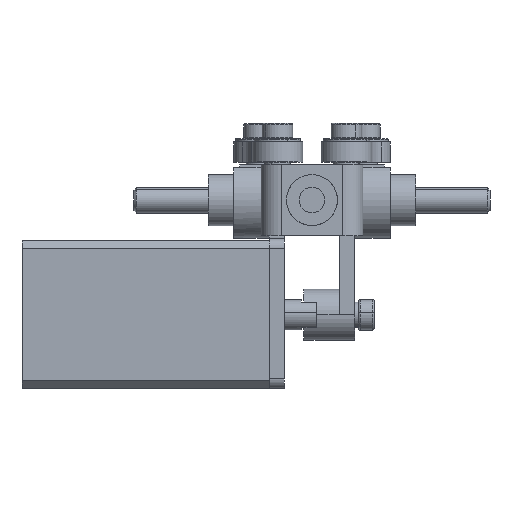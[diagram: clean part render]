
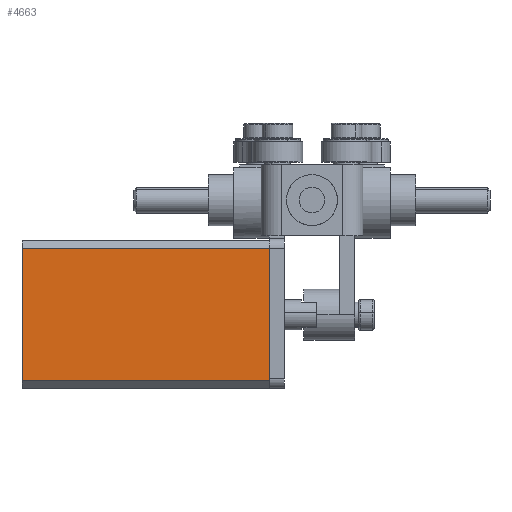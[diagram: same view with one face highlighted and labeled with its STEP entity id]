
A CAD part, top view. The second image highlights one B-rep face of the part: STEP entity #4663.
In plain terms, the highlighted face is planar.
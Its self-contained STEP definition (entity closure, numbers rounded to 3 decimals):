
#3935=DIRECTION('',(-1.,0.,0.));
#3936=VECTOR('',#3935,26.);
#3937=CARTESIAN_POINT('',(13.,14.5,0.));
#3938=LINE('',#3937,#3936);
#4055=DIRECTION('',(0.,0.,-1.));
#4056=VECTOR('',#4055,48.6);
#4057=CARTESIAN_POINT('',(13.,14.5,48.6));
#4058=LINE('',#4057,#4056);
#4059=DIRECTION('',(0.,0.,-1.));
#4060=VECTOR('',#4059,48.6);
#4061=CARTESIAN_POINT('',(-13.,14.5,48.6));
#4062=LINE('',#4061,#4060);
#4139=DIRECTION('',(-1.,0.,0.));
#4140=VECTOR('',#4139,26.);
#4141=CARTESIAN_POINT('',(13.,14.5,48.6));
#4142=LINE('',#4141,#4140);
#4343=CARTESIAN_POINT('',(13.,14.5,0.));
#4345=VERTEX_POINT('',#4343);
#4349=CARTESIAN_POINT('',(13.,14.5,48.6));
#4350=VERTEX_POINT('',#4349);
#4352=CARTESIAN_POINT('',(-13.,14.5,0.));
#4354=VERTEX_POINT('',#4352);
#4355=CARTESIAN_POINT('',(-13.,14.5,48.6));
#4356=VERTEX_POINT('',#4355);
#4650=CARTESIAN_POINT('',(14.5,14.5,0.));
#4651=DIRECTION('',(0.,1.,0.));
#4652=DIRECTION('',(-1.,0.,0.));
#4653=AXIS2_PLACEMENT_3D('',#4650,#4651,#4652);
#4654=PLANE('',#4653);
#4656=ORIENTED_EDGE('',*,*,#4655,.F.);
#4658=ORIENTED_EDGE('',*,*,#4657,.T.);
#4659=ORIENTED_EDGE('',*,*,#4642,.T.);
#4660=ORIENTED_EDGE('',*,*,#4426,.F.);
#4661=EDGE_LOOP('',(#4656,#4658,#4659,#4660));
#4662=FACE_OUTER_BOUND('',#4661,.F.);
#4663=ADVANCED_FACE('',(#4662),#4654,.T.);
#4426=EDGE_CURVE('',#4345,#4354,#3938,.T.);
#4642=EDGE_CURVE('',#4356,#4354,#4062,.T.);
#4655=EDGE_CURVE('',#4350,#4345,#4058,.T.);
#4657=EDGE_CURVE('',#4350,#4356,#4142,.T.);
